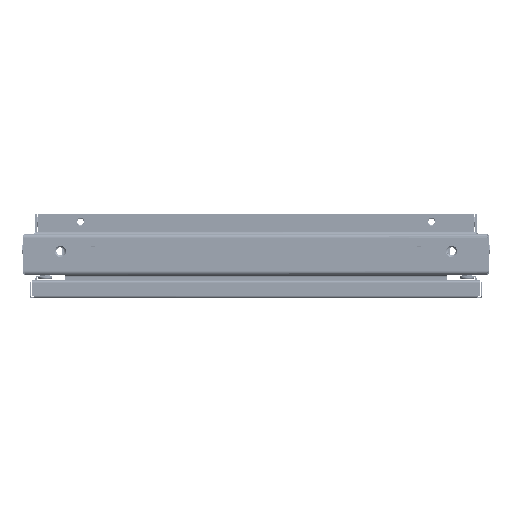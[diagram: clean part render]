
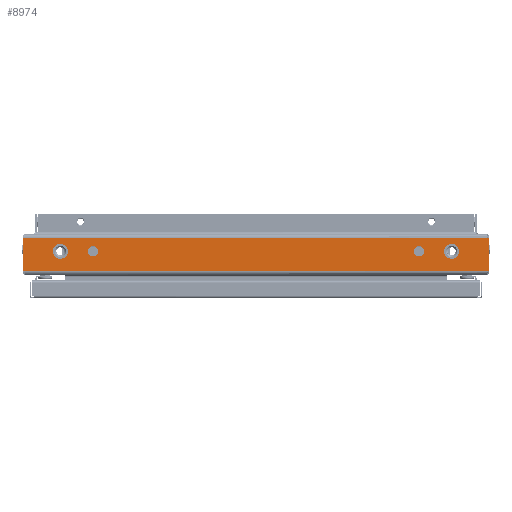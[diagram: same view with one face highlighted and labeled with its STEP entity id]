
A CAD part, front view. The second image highlights one B-rep face of the part: STEP entity #8974.
In plain terms, the highlighted face is planar.
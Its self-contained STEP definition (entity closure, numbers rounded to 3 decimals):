
#1629 = DIRECTION ( 'NONE',  ( 1., 0., 0. ) ) ;
#2711 = CIRCLE ( 'NONE', #69858, 5.5 ) ;
#3820 = AXIS2_PLACEMENT_3D ( 'NONE', #49197, #89479, #26823 ) ;
#5261 = CARTESIAN_POINT ( 'NONE',  ( -250., -18., 0. ) ) ;
#7039 = VECTOR ( 'NONE', #48268, 1000. ) ;
#7104 = CARTESIAN_POINT ( 'NONE',  ( -250., -18., 0. ) ) ;
#7138 = LINE ( 'NONE', #36366, #26171 ) ;
#7497 = DIRECTION ( 'NONE',  ( 1., 0., 0. ) ) ;
#8665 = EDGE_CURVE ( 'NONE', #88137, #37929, #57509, .T. ) ;
#8974 = ADVANCED_FACE ( 'NONE', ( #21304, #27272, #70234, #55160, #83070 ), #48309, .F. ) ;
#11091 = EDGE_LOOP ( 'NONE', ( #88032, #29474 ) ) ;
#11732 = DIRECTION ( 'NONE',  ( -1., 0., 0. ) ) ;
#11824 = CARTESIAN_POINT ( 'NONE',  ( -250., 18., 0. ) ) ;
#12879 = AXIS2_PLACEMENT_3D ( 'NONE', #60336, #26038, #88237 ) ;
#15558 = CIRCLE ( 'NONE', #35973, 8. ) ;
#16372 = EDGE_CURVE ( 'NONE', #37232, #51249, #83023, .T. ) ;
#17935 = AXIS2_PLACEMENT_3D ( 'NONE', #55928, #63246, #7497 ) ;
#18490 = ORIENTED_EDGE ( 'NONE', *, *, #59508, .T. ) ;
#18996 = EDGE_CURVE ( 'NONE', #37929, #57508, #35441, .T. ) ;
#20883 = CARTESIAN_POINT ( 'NONE',  ( -209.5, -3.319, 0. ) ) ;
#21304 = FACE_BOUND ( 'NONE', #11091, .T. ) ;
#22329 = DIRECTION ( 'NONE',  ( 0., 0., -1. ) ) ;
#22371 = AXIS2_PLACEMENT_3D ( 'NONE', #81818, #53021, #32452 ) ;
#25316 = ORIENTED_EDGE ( 'NONE', *, *, #62345, .T. ) ;
#25575 = CARTESIAN_POINT ( 'NONE',  ( -174.5, -3.319, 0. ) ) ;
#25831 = CARTESIAN_POINT ( 'NONE',  ( -201.5, -3.319, 0. ) ) ;
#26038 = DIRECTION ( 'NONE',  ( 0., 0., 1. ) ) ;
#26046 = ORIENTED_EDGE ( 'NONE', *, *, #18996, .T. ) ;
#26171 = VECTOR ( 'NONE', #1629, 1000. ) ;
#26299 = CARTESIAN_POINT ( 'NONE',  ( -248., 18., 0. ) ) ;
#26823 = DIRECTION ( 'NONE',  ( -1., 0., 0. ) ) ;
#26983 = VERTEX_POINT ( 'NONE', #27508 ) ;
#27272 = FACE_BOUND ( 'NONE', #81453, .T. ) ;
#27413 = CARTESIAN_POINT ( 'NONE',  ( -247.935, -18., 0. ) ) ;
#27508 = CARTESIAN_POINT ( 'NONE',  ( 217.5, -3.319, 0. ) ) ;
#27683 = EDGE_CURVE ( 'NONE', #76688, #26983, #55525, .T. ) ;
#27745 = DIRECTION ( 'NONE',  ( 1., 0., 0. ) ) ;
#28195 = DIRECTION ( 'NONE',  ( 0., 0., 1. ) ) ;
#29474 = ORIENTED_EDGE ( 'NONE', *, *, #27683, .T. ) ;
#29744 = ORIENTED_EDGE ( 'NONE', *, *, #31904, .F. ) ;
#30181 = VERTEX_POINT ( 'NONE', #57443 ) ;
#30198 = ORIENTED_EDGE ( 'NONE', *, *, #16372, .T. ) ;
#31011 = CARTESIAN_POINT ( 'NONE',  ( 209.5, -3.319, 0. ) ) ;
#31147 = CIRCLE ( 'NONE', #22371, 5.5 ) ;
#31350 = VERTEX_POINT ( 'NONE', #38066 ) ;
#31866 = CIRCLE ( 'NONE', #12879, 8. ) ;
#31904 = EDGE_CURVE ( 'NONE', #39557, #31350, #36232, .T. ) ;
#32452 = DIRECTION ( 'NONE',  ( -1., 0., 0. ) ) ;
#32456 = DIRECTION ( 'NONE',  ( 1., 0., 0. ) ) ;
#33465 = CARTESIAN_POINT ( 'NONE',  ( 174.5, -3.319, 0. ) ) ;
#33738 = VERTEX_POINT ( 'NONE', #25831 ) ;
#33915 = DIRECTION ( 'NONE',  ( 0., 0., -1. ) ) ;
#33916 = ORIENTED_EDGE ( 'NONE', *, *, #90320, .T. ) ;
#35441 = LINE ( 'NONE', #82119, #7039 ) ;
#35518 = DIRECTION ( 'NONE',  ( 0., -1., 0. ) ) ;
#35973 = AXIS2_PLACEMENT_3D ( 'NONE', #20883, #28195, #27745 ) ;
#36232 = CIRCLE ( 'NONE', #87369, 5.5 ) ;
#36366 = CARTESIAN_POINT ( 'NONE',  ( -250., -18., 0. ) ) ;
#36747 = ORIENTED_EDGE ( 'NONE', *, *, #77095, .T. ) ;
#36795 = CARTESIAN_POINT ( 'NONE',  ( -217.5, -3.319, 0. ) ) ;
#37232 = VERTEX_POINT ( 'NONE', #26299 ) ;
#37929 = VERTEX_POINT ( 'NONE', #59393 ) ;
#38066 = CARTESIAN_POINT ( 'NONE',  ( -180., -3.319, 0. ) ) ;
#38383 = CARTESIAN_POINT ( 'NONE',  ( 180., -3.319, 0. ) ) ;
#39531 = ORIENTED_EDGE ( 'NONE', *, *, #8665, .T. ) ;
#39557 = VERTEX_POINT ( 'NONE', #58352 ) ;
#40925 = ORIENTED_EDGE ( 'NONE', *, *, #69355, .F. ) ;
#41178 = ORIENTED_EDGE ( 'NONE', *, *, #67748, .T. ) ;
#44507 = EDGE_CURVE ( 'NONE', #88190, #33738, #31866, .T. ) ;
#44675 = CARTESIAN_POINT ( 'NONE',  ( 250., 18., 0. ) ) ;
#45142 = LINE ( 'NONE', #44675, #61522 ) ;
#45169 = EDGE_LOOP ( 'NONE', ( #29744, #40925 ) ) ;
#45629 = DIRECTION ( 'NONE',  ( 0., 0., -1. ) ) ;
#45867 = VECTOR ( 'NONE', #75187, 1000. ) ;
#46300 = VECTOR ( 'NONE', #83006, 1000. ) ;
#46601 = ORIENTED_EDGE ( 'NONE', *, *, #70504, .T. ) ;
#48268 = DIRECTION ( 'NONE',  ( -1., 0., 0. ) ) ;
#48309 = PLANE ( 'NONE',  #3820 ) ;
#49197 = CARTESIAN_POINT ( 'NONE',  ( 0., 0., 0. ) ) ;
#50217 = CARTESIAN_POINT ( 'NONE',  ( 209.5, -3.319, 0. ) ) ;
#50655 = DIRECTION ( 'NONE',  ( 0., 1., 0. ) ) ;
#51156 = AXIS2_PLACEMENT_3D ( 'NONE', #31011, #45629, #58430 ) ;
#51249 = VERTEX_POINT ( 'NONE', #11824 ) ;
#51416 = EDGE_CURVE ( 'NONE', #51249, #86770, #70268, .T. ) ;
#52980 = CIRCLE ( 'NONE', #17935, 5.5 ) ;
#53021 = DIRECTION ( 'NONE',  ( 0., 0., -1. ) ) ;
#54130 = AXIS2_PLACEMENT_3D ( 'NONE', #50217, #22329, #64855 ) ;
#54656 = CARTESIAN_POINT ( 'NONE',  ( 250., -18., 0. ) ) ;
#54864 = VERTEX_POINT ( 'NONE', #38383 ) ;
#55160 = FACE_BOUND ( 'NONE', #45169, .T. ) ;
#55525 = CIRCLE ( 'NONE', #51156, 8. ) ;
#55928 = CARTESIAN_POINT ( 'NONE',  ( -174.5, -3.319, 0. ) ) ;
#57392 = CARTESIAN_POINT ( 'NONE',  ( 201.5, -3.319, 0. ) ) ;
#57437 = EDGE_LOOP ( 'NONE', ( #81609, #83909 ) ) ;
#57443 = CARTESIAN_POINT ( 'NONE',  ( 247.935, -18., 0. ) ) ;
#57508 = VERTEX_POINT ( 'NONE', #73510 ) ;
#57509 = LINE ( 'NONE', #85424, #75835 ) ;
#57793 = EDGE_CURVE ( 'NONE', #33738, #88190, #15558, .T. ) ;
#58352 = CARTESIAN_POINT ( 'NONE',  ( -169., -3.319, 0. ) ) ;
#58430 = DIRECTION ( 'NONE',  ( -1., 0., 0. ) ) ;
#59393 = CARTESIAN_POINT ( 'NONE',  ( 250., 18., 0. ) ) ;
#59508 = EDGE_CURVE ( 'NONE', #85128, #30181, #84362, .T. ) ;
#60336 = CARTESIAN_POINT ( 'NONE',  ( -209.5, -3.319, 0. ) ) ;
#60575 = LINE ( 'NONE', #5261, #45867 ) ;
#61522 = VECTOR ( 'NONE', #72570, 1000. ) ;
#62345 = EDGE_CURVE ( 'NONE', #86770, #85128, #7138, .T. ) ;
#63246 = DIRECTION ( 'NONE',  ( 0., 0., 1. ) ) ;
#63318 = CARTESIAN_POINT ( 'NONE',  ( -250., -18., 0. ) ) ;
#64855 = DIRECTION ( 'NONE',  ( -1., 0., 0. ) ) ;
#65578 = VECTOR ( 'NONE', #11732, 1000. ) ;
#66109 = CARTESIAN_POINT ( 'NONE',  ( 169., -3.319, 0. ) ) ;
#67748 = EDGE_CURVE ( 'NONE', #57508, #37232, #45142, .T. ) ;
#69355 = EDGE_CURVE ( 'NONE', #31350, #39557, #52980, .T. ) ;
#69858 = AXIS2_PLACEMENT_3D ( 'NONE', #33465, #33915, #74626 ) ;
#70234 = FACE_BOUND ( 'NONE', #57437, .T. ) ;
#70268 = LINE ( 'NONE', #90414, #86477 ) ;
#70504 = EDGE_CURVE ( 'NONE', #30181, #88137, #60575, .T. ) ;
#72570 = DIRECTION ( 'NONE',  ( -1., 0., 0. ) ) ;
#73384 = VERTEX_POINT ( 'NONE', #66109 ) ;
#73510 = CARTESIAN_POINT ( 'NONE',  ( 248., 18., 0. ) ) ;
#74626 = DIRECTION ( 'NONE',  ( -1., 0., 0. ) ) ;
#75187 = DIRECTION ( 'NONE',  ( 1., 0., 0. ) ) ;
#75835 = VECTOR ( 'NONE', #50655, 1000. ) ;
#76688 = VERTEX_POINT ( 'NONE', #57392 ) ;
#76757 = ORIENTED_EDGE ( 'NONE', *, *, #51416, .T. ) ;
#77095 = EDGE_CURVE ( 'NONE', #73384, #54864, #2711, .T. ) ;
#77114 = EDGE_LOOP ( 'NONE', ( #25316, #18490, #46601, #39531, #26046, #41178, #30198, #76757 ) ) ;
#78952 = CIRCLE ( 'NONE', #54130, 8. ) ;
#80480 = DIRECTION ( 'NONE',  ( 0., 0., 1. ) ) ;
#81453 = EDGE_LOOP ( 'NONE', ( #33916, #36747 ) ) ;
#81609 = ORIENTED_EDGE ( 'NONE', *, *, #57793, .F. ) ;
#81818 = CARTESIAN_POINT ( 'NONE',  ( 174.5, -3.319, 0. ) ) ;
#82119 = CARTESIAN_POINT ( 'NONE',  ( 250., 18., 0. ) ) ;
#83006 = DIRECTION ( 'NONE',  ( 1., 0., 0. ) ) ;
#83023 = LINE ( 'NONE', #89874, #65578 ) ;
#83070 = FACE_OUTER_BOUND ( 'NONE', #77114, .T. ) ;
#83909 = ORIENTED_EDGE ( 'NONE', *, *, #44507, .F. ) ;
#84362 = LINE ( 'NONE', #7104, #46300 ) ;
#84389 = EDGE_CURVE ( 'NONE', #26983, #76688, #78952, .T. ) ;
#85128 = VERTEX_POINT ( 'NONE', #27413 ) ;
#85424 = CARTESIAN_POINT ( 'NONE',  ( 250., -22., 0. ) ) ;
#86477 = VECTOR ( 'NONE', #35518, 1000. ) ;
#86770 = VERTEX_POINT ( 'NONE', #63318 ) ;
#87369 = AXIS2_PLACEMENT_3D ( 'NONE', #25575, #80480, #32456 ) ;
#88032 = ORIENTED_EDGE ( 'NONE', *, *, #84389, .T. ) ;
#88137 = VERTEX_POINT ( 'NONE', #54656 ) ;
#88190 = VERTEX_POINT ( 'NONE', #36795 ) ;
#88237 = DIRECTION ( 'NONE',  ( 1., 0., 0. ) ) ;
#89479 = DIRECTION ( 'NONE',  ( 0., 0., -1. ) ) ;
#89874 = CARTESIAN_POINT ( 'NONE',  ( 250., 18., 0. ) ) ;
#90320 = EDGE_CURVE ( 'NONE', #54864, #73384, #31147, .T. ) ;
#90414 = CARTESIAN_POINT ( 'NONE',  ( -250., -22., 0. ) ) ;
